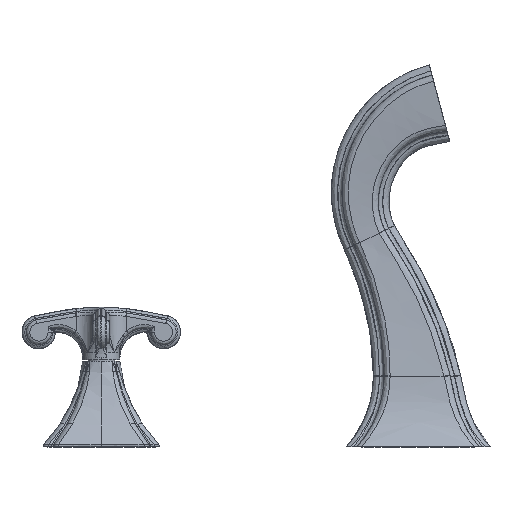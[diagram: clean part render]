
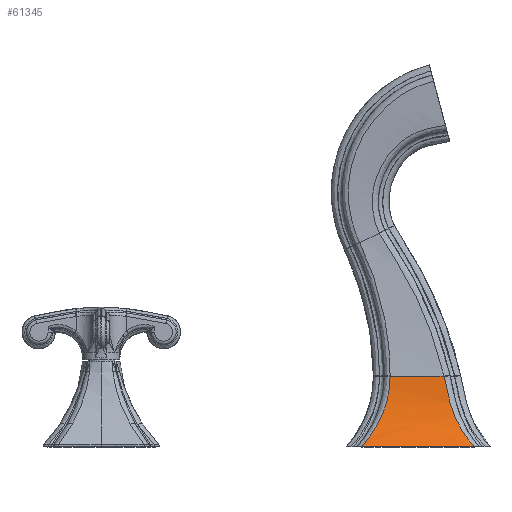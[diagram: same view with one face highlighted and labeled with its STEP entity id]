
A CAD part, left-side view. The second image highlights one B-rep face of the part: STEP entity #61345.
In plain terms, the highlighted free-form (B-spline) face has degree [3, 3] with [10, 5] control points.
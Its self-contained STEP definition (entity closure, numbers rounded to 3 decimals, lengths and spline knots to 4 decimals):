
#56517=CARTESIAN_POINT('',(-0.8298,-0.4925,
1.3347));
#56518=CARTESIAN_POINT('',(-0.8426,-0.5151,
1.2286));
#56519=CARTESIAN_POINT('',(-0.8676,-0.5514,
1.0346));
#56520=CARTESIAN_POINT('',(-0.9281,-0.6185,
0.7788));
#56521=CARTESIAN_POINT('',(-1.0095,-0.7019,
0.552));
#56522=CARTESIAN_POINT('',(-1.1081,-0.803,
0.35));
#56523=CARTESIAN_POINT('',(-1.2231,-0.9238,
0.1696));
#56524=CARTESIAN_POINT('',(-1.3125,-1.021,
0.0608));
#56525=CARTESIAN_POINT('',(-1.36,-1.0739,
0.01));
#56530=DIRECTION('',(0.,1.,0.));
#56531=VECTOR('',#56530,2.1472);
#56532=CARTESIAN_POINT('',(-1.36,-1.0739,
0.01));
#56533=LINE('',#56532,#56531);
#56537=CARTESIAN_POINT('',(-0.8286,0.5315,
1.345));
#56538=CARTESIAN_POINT('',(-0.8398,0.533,
1.2577));
#56539=CARTESIAN_POINT('',(-0.8615,0.5455,
1.0809));
#56540=CARTESIAN_POINT('',(-0.9057,0.5888,
0.8633));
#56541=CARTESIAN_POINT('',(-0.9749,0.6618,
0.6388));
#56542=CARTESIAN_POINT('',(-1.07,0.7651,
0.4201));
#56543=CARTESIAN_POINT('',(-1.1948,0.8999,
0.2082));
#56544=CARTESIAN_POINT('',(-1.3007,1.0118,
0.0743));
#56545=CARTESIAN_POINT('',(-1.36,1.0733,
0.01));
#56550=DIRECTION('',(0.,1.,0.));
#56551=VECTOR('',#56550,1.0217);
#56552=CARTESIAN_POINT('',(-0.8286,-0.4902,
1.345));
#56553=LINE('',#56552,#56551);
#56557=CARTESIAN_POINT('',(-0.8286,-0.4902,
1.345));
#56558=CARTESIAN_POINT('',(-0.829,-0.4909,
1.3416));
#56559=CARTESIAN_POINT('',(-0.8294,-0.4918,
1.3381));
#56560=CARTESIAN_POINT('',(-0.8298,-0.4925,
1.3347));
#58688=VERTEX_POINT('',#56537);
#58689=VERTEX_POINT('',#56545);
#58767=VERTEX_POINT('',#56517);
#58768=VERTEX_POINT('',#56525);
#58772=VERTEX_POINT('',#56557);
#61285=CARTESIAN_POINT('',(-1.3689,-1.104,
0.0006));
#61286=CARTESIAN_POINT('',(-1.3689,-0.7361,
0.0006));
#61287=CARTESIAN_POINT('',(-1.3689,-0.0005,
0.0006));
#61288=CARTESIAN_POINT('',(-1.3689,0.7351,
0.0005));
#61289=CARTESIAN_POINT('',(-1.3689,1.1028,
0.0005));
#61290=CARTESIAN_POINT('',(-1.2388,-0.9759,
0.1374));
#61291=CARTESIAN_POINT('',(-1.2388,-0.649,
0.1377));
#61292=CARTESIAN_POINT('',(-1.2388,0.0045,
0.1383));
#61293=CARTESIAN_POINT('',(-1.2388,0.6579,
0.139));
#61294=CARTESIAN_POINT('',(-1.2388,0.9845,
0.1393));
#61295=CARTESIAN_POINT('',(-1.083,-0.8324,
0.373));
#61296=CARTESIAN_POINT('',(-1.083,-0.5545,
0.373));
#61297=CARTESIAN_POINT('',(-1.083,0.0011,
0.3731));
#61298=CARTESIAN_POINT('',(-1.083,0.5567,
0.3732));
#61299=CARTESIAN_POINT('',(-1.083,0.8344,
0.3732));
#61300=CARTESIAN_POINT('',(-0.9626,-0.7231,
0.6766));
#61301=CARTESIAN_POINT('',(-0.9626,-0.4831,
0.6764));
#61302=CARTESIAN_POINT('',(-0.9626,-0.003,
0.6761));
#61303=CARTESIAN_POINT('',(-0.9626,0.4772,
0.6758));
#61304=CARTESIAN_POINT('',(-0.9626,0.7172,
0.6757));
#61305=CARTESIAN_POINT('',(-0.911,-0.6741,
0.8527));
#61306=CARTESIAN_POINT('',(-0.911,-0.4503,
0.8526));
#61307=CARTESIAN_POINT('',(-0.911,-0.0027,
0.8524));
#61308=CARTESIAN_POINT('',(-0.911,0.445,
0.8523));
#61309=CARTESIAN_POINT('',(-0.911,0.6688,
0.8522));
#61310=CARTESIAN_POINT('',(-0.8837,-0.6463,
0.9717));
#61311=CARTESIAN_POINT('',(-0.8837,-0.4311,
0.9716));
#61312=CARTESIAN_POINT('',(-0.8837,-0.0008,
0.9715));
#61313=CARTESIAN_POINT('',(-0.8837,0.4296,
0.9713));
#61314=CARTESIAN_POINT('',(-0.8837,0.6447,
0.9712));
#61315=CARTESIAN_POINT('',(-0.865,-0.6251,
1.0755));
#61316=CARTESIAN_POINT('',(-0.865,-0.4158,
1.0757));
#61317=CARTESIAN_POINT('',(-0.865,0.0026,
1.0761));
#61318=CARTESIAN_POINT('',(-0.865,0.4208,
1.0766));
#61319=CARTESIAN_POINT('',(-0.865,0.6298,
1.0768));
#61320=CARTESIAN_POINT('',(-0.8463,-0.6015,
1.1983));
#61321=CARTESIAN_POINT('',(-0.8463,-0.3981,
1.199));
#61322=CARTESIAN_POINT('',(-0.8463,0.0085,
1.2005));
#61323=CARTESIAN_POINT('',(-0.8463,0.4145,
1.2022));
#61324=CARTESIAN_POINT('',(-0.8463,0.6175,
1.203));
#61325=CARTESIAN_POINT('',(-0.8348,-0.5837,
1.2931));
#61326=CARTESIAN_POINT('',(-0.8348,-0.3839,
1.2938));
#61327=CARTESIAN_POINT('',(-0.8348,0.0156,
1.2951));
#61328=CARTESIAN_POINT('',(-0.8348,0.4146,
1.2967));
#61329=CARTESIAN_POINT('',(-0.8348,0.6141,
1.2974));
#61330=CARTESIAN_POINT('',(-0.8268,-0.5697,
1.36));
#61331=CARTESIAN_POINT('',(-0.8268,-0.3724,
1.3599));
#61332=CARTESIAN_POINT('',(-0.8268,0.022,
1.3595));
#61333=CARTESIAN_POINT('',(-0.8268,0.4165,
1.3591));
#61334=CARTESIAN_POINT('',(-0.8268,0.6138,
1.3589));
#61335=B_SPLINE_SURFACE_WITH_KNOTS('',3,3,((#61285,#61286,#61287,#61288,#61289),
(#61290,#61291,#61292,#61293,#61294),(#61295,#61296,#61297,#61298,#61299),(
#61300,#61301,#61302,#61303,#61304),(#61305,#61306,#61307,#61308,#61309),
(#61310,#61311,#61312,#61313,#61314),(#61315,#61316,#61317,#61318,#61319),(
#61320,#61321,#61322,#61323,#61324),(#61325,#61326,#61327,#61328,#61329),
(#61330,#61331,#61332,#61333,#61334)),.UNSPECIFIED.,.F.,.F.,.F.,(4,1,1,1,1,1,1,
4),(4,1,4),(-0.0017,0.0731,0.1097,
0.128,0.1463,0.1584,0.1704,
0.1966),(0.6653,0.75,0.8347),.UNSPECIFIED.);
#61336=ORIENTED_EDGE('',*,*,#61270,.T.);
#61337=ORIENTED_EDGE('',*,*,#59930,.T.);
#61339=ORIENTED_EDGE('',*,*,#61338,.F.);
#61341=ORIENTED_EDGE('',*,*,#61340,.F.);
#61342=ORIENTED_EDGE('',*,*,#61191,.T.);
#61343=EDGE_LOOP('',(#61336,#61337,#61339,#61341,#61342));
#61344=FACE_OUTER_BOUND('',#61343,.F.);
#56526=B_SPLINE_CURVE_WITH_KNOTS('',3,(#56517,#56518,#56519,#56520,#56521,
#56522,#56523,#56524,#56525),.UNSPECIFIED.,.F.,.F.,(4,1,1,1,1,1,4),(0.,
0.1667,0.3333,0.5,0.6667,0.8333,
1.),.UNSPECIFIED.);
#56546=B_SPLINE_CURVE_WITH_KNOTS('',3,(#56537,#56538,#56539,#56540,#56541,
#56542,#56543,#56544,#56545),.UNSPECIFIED.,.F.,.F.,(4,1,1,1,1,1,4),(0.,
0.1667,0.3333,0.5,0.6667,0.8333,
1.),.UNSPECIFIED.);
#56561=B_SPLINE_CURVE_WITH_KNOTS('',3,(#56557,#56558,#56559,#56560),
.UNSPECIFIED.,.F.,.F.,(4,4),(0.,1.),.UNSPECIFIED.);
#59930=EDGE_CURVE('',#58768,#58689,#56533,.T.);
#61191=EDGE_CURVE('',#58772,#58767,#56561,.T.);
#61270=EDGE_CURVE('',#58767,#58768,#56526,.T.);
#61338=EDGE_CURVE('',#58688,#58689,#56546,.T.);
#61340=EDGE_CURVE('',#58772,#58688,#56553,.T.);
#61345=ADVANCED_FACE('',(#61344),#61335,.T.);
